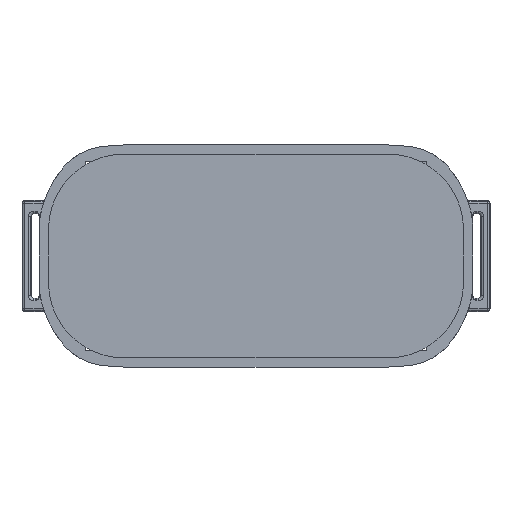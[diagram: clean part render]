
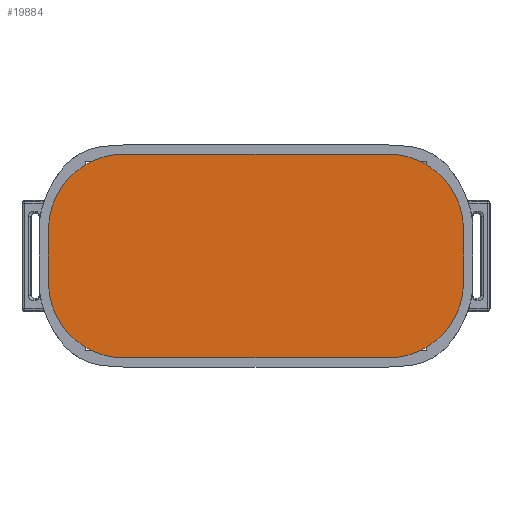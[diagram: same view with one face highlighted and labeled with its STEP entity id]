
A CAD part, front view. The second image highlights one B-rep face of the part: STEP entity #19884.
In plain terms, the highlighted planar face has unit normal (0, -1, 0).
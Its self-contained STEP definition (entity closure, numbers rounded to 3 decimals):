
#19157=CARTESIAN_POINT('Axis2P3D Location',(50.,-53.76,10.)) ;
#19161=CARTESIAN_POINT('Vertex',(50.,-53.76,38.5)) ;
#19163=CARTESIAN_POINT('Vertex',(62.214,-53.76,35.75)) ;
#19192=CARTESIAN_POINT('Axis2P3D Location',(50.,-53.76,10.)) ;
#19196=CARTESIAN_POINT('Vertex',(64.5,-53.76,34.536)) ;
#19218=CARTESIAN_POINT('Axis2P3D Location',(50.,-53.76,10.)) ;
#19222=CARTESIAN_POINT('Vertex',(70.153,-53.76,30.153)) ;
#19244=CARTESIAN_POINT('Axis2P3D Location',(50.,-53.76,10.)) ;
#19248=CARTESIAN_POINT('Vertex',(78.5,-53.76,10.)) ;
#19275=CARTESIAN_POINT('Line Origine',(78.5,-53.76,5.)) ;
#19279=CARTESIAN_POINT('Vertex',(78.5,-53.76,0.)) ;
#19301=CARTESIAN_POINT('Line Origine',(78.5,-53.76,-5.)) ;
#19305=CARTESIAN_POINT('Vertex',(78.5,-53.76,-10.)) ;
#19332=CARTESIAN_POINT('Axis2P3D Location',(50.,-53.76,-10.)) ;
#19336=CARTESIAN_POINT('Vertex',(70.153,-53.76,-30.153)) ;
#19358=CARTESIAN_POINT('Axis2P3D Location',(50.,-53.76,-10.)) ;
#19362=CARTESIAN_POINT('Vertex',(64.5,-53.76,-34.536)) ;
#19384=CARTESIAN_POINT('Axis2P3D Location',(50.,-53.76,-10.)) ;
#19388=CARTESIAN_POINT('Vertex',(62.214,-53.76,-35.75)) ;
#19410=CARTESIAN_POINT('Axis2P3D Location',(50.,-53.76,-10.)) ;
#19414=CARTESIAN_POINT('Vertex',(50.,-53.76,-38.5)) ;
#19441=CARTESIAN_POINT('Line Origine',(25.,-53.76,-38.5)) ;
#19445=CARTESIAN_POINT('Vertex',(0.,-53.76,-38.5)) ;
#19467=CARTESIAN_POINT('Line Origine',(-25.,-53.76,-38.5)) ;
#19471=CARTESIAN_POINT('Vertex',(-50.,-53.76,-38.5)) ;
#19498=CARTESIAN_POINT('Axis2P3D Location',(-50.,-53.76,-10.)) ;
#19502=CARTESIAN_POINT('Vertex',(-62.214,-53.76,-35.75)) ;
#19524=CARTESIAN_POINT('Axis2P3D Location',(-50.,-53.76,-10.)) ;
#19528=CARTESIAN_POINT('Vertex',(-64.5,-53.76,-34.536)) ;
#19550=CARTESIAN_POINT('Axis2P3D Location',(-50.,-53.76,-10.)) ;
#19554=CARTESIAN_POINT('Vertex',(-70.153,-53.76,-30.153)) ;
#19576=CARTESIAN_POINT('Axis2P3D Location',(-50.,-53.76,-10.)) ;
#19580=CARTESIAN_POINT('Vertex',(-78.5,-53.76,-10.)) ;
#19607=CARTESIAN_POINT('Line Origine',(-78.5,-53.76,-5.)) ;
#19611=CARTESIAN_POINT('Vertex',(-78.5,-53.76,0.)) ;
#19633=CARTESIAN_POINT('Line Origine',(-78.5,-53.76,5.)) ;
#19637=CARTESIAN_POINT('Vertex',(-78.5,-53.76,10.)) ;
#19664=CARTESIAN_POINT('Axis2P3D Location',(-50.,-53.76,10.)) ;
#19668=CARTESIAN_POINT('Vertex',(-70.153,-53.76,30.153)) ;
#19695=CARTESIAN_POINT('Axis2P3D Location',(-50.,-53.76,10.)) ;
#19699=CARTESIAN_POINT('Vertex',(-64.5,-53.76,34.536)) ;
#19721=CARTESIAN_POINT('Axis2P3D Location',(-50.,-53.76,10.)) ;
#19725=CARTESIAN_POINT('Vertex',(-62.214,-53.76,35.75)) ;
#19747=CARTESIAN_POINT('Axis2P3D Location',(-50.,-53.76,10.)) ;
#19751=CARTESIAN_POINT('Vertex',(-50.,-53.76,38.5)) ;
#19778=CARTESIAN_POINT('Line Origine',(-25.,-53.76,38.5)) ;
#19782=CARTESIAN_POINT('Vertex',(0.,-53.76,38.5)) ;
#19804=CARTESIAN_POINT('Line Origine',(25.,-53.76,38.5)) ;
#19853=CARTESIAN_POINT('Axis2P3D Location',(0.,-53.76,0.)) ;
#19158=DIRECTION('Axis2P3D Direction',(0.,1.,-0.)) ;
#19193=DIRECTION('Axis2P3D Direction',(0.,1.,-0.)) ;
#19219=DIRECTION('Axis2P3D Direction',(0.,1.,-0.)) ;
#19245=DIRECTION('Axis2P3D Direction',(0.,1.,-0.)) ;
#19276=DIRECTION('Vector Direction',(0.,0.,1.)) ;
#19302=DIRECTION('Vector Direction',(0.,0.,-1.)) ;
#19333=DIRECTION('Axis2P3D Direction',(0.,1.,-0.)) ;
#19359=DIRECTION('Axis2P3D Direction',(0.,1.,-0.)) ;
#19385=DIRECTION('Axis2P3D Direction',(0.,1.,-0.)) ;
#19411=DIRECTION('Axis2P3D Direction',(0.,1.,-0.)) ;
#19442=DIRECTION('Vector Direction',(1.,0.,0.)) ;
#19468=DIRECTION('Vector Direction',(-1.,0.,0.)) ;
#19499=DIRECTION('Axis2P3D Direction',(0.,1.,-0.)) ;
#19525=DIRECTION('Axis2P3D Direction',(0.,1.,-0.)) ;
#19551=DIRECTION('Axis2P3D Direction',(0.,1.,-0.)) ;
#19577=DIRECTION('Axis2P3D Direction',(0.,1.,-0.)) ;
#19608=DIRECTION('Vector Direction',(0.,0.,-1.)) ;
#19634=DIRECTION('Vector Direction',(0.,0.,1.)) ;
#19665=DIRECTION('Axis2P3D Direction',(0.,1.,-0.)) ;
#19696=DIRECTION('Axis2P3D Direction',(0.,1.,-0.)) ;
#19722=DIRECTION('Axis2P3D Direction',(0.,1.,-0.)) ;
#19748=DIRECTION('Axis2P3D Direction',(0.,1.,-0.)) ;
#19779=DIRECTION('Vector Direction',(-1.,0.,0.)) ;
#19805=DIRECTION('Vector Direction',(1.,0.,0.)) ;
#19854=DIRECTION('Axis2P3D Direction',(0.,1.,-0.)) ;
#19855=DIRECTION('Axis2P3D XDirection',(-1.,0.,0.)) ;
#19159=AXIS2_PLACEMENT_3D('Circle Axis2P3D',#19157,#19158,$) ;
#19194=AXIS2_PLACEMENT_3D('Circle Axis2P3D',#19192,#19193,$) ;
#19220=AXIS2_PLACEMENT_3D('Circle Axis2P3D',#19218,#19219,$) ;
#19246=AXIS2_PLACEMENT_3D('Circle Axis2P3D',#19244,#19245,$) ;
#19334=AXIS2_PLACEMENT_3D('Circle Axis2P3D',#19332,#19333,$) ;
#19360=AXIS2_PLACEMENT_3D('Circle Axis2P3D',#19358,#19359,$) ;
#19386=AXIS2_PLACEMENT_3D('Circle Axis2P3D',#19384,#19385,$) ;
#19412=AXIS2_PLACEMENT_3D('Circle Axis2P3D',#19410,#19411,$) ;
#19500=AXIS2_PLACEMENT_3D('Circle Axis2P3D',#19498,#19499,$) ;
#19526=AXIS2_PLACEMENT_3D('Circle Axis2P3D',#19524,#19525,$) ;
#19552=AXIS2_PLACEMENT_3D('Circle Axis2P3D',#19550,#19551,$) ;
#19578=AXIS2_PLACEMENT_3D('Circle Axis2P3D',#19576,#19577,$) ;
#19666=AXIS2_PLACEMENT_3D('Circle Axis2P3D',#19664,#19665,$) ;
#19697=AXIS2_PLACEMENT_3D('Circle Axis2P3D',#19695,#19696,$) ;
#19723=AXIS2_PLACEMENT_3D('Circle Axis2P3D',#19721,#19722,$) ;
#19749=AXIS2_PLACEMENT_3D('Circle Axis2P3D',#19747,#19748,$) ;
#19856=AXIS2_PLACEMENT_3D('Plane Axis2P3D',#19853,#19854,#19855) ;
#19859=ORIENTED_EDGE('',*,*,#19808,.F.) ;
#19860=ORIENTED_EDGE('',*,*,#19784,.F.) ;
#19861=ORIENTED_EDGE('',*,*,#19753,.F.) ;
#19862=ORIENTED_EDGE('',*,*,#19727,.F.) ;
#19863=ORIENTED_EDGE('',*,*,#19701,.F.) ;
#19864=ORIENTED_EDGE('',*,*,#19670,.F.) ;
#19865=ORIENTED_EDGE('',*,*,#19639,.F.) ;
#19866=ORIENTED_EDGE('',*,*,#19613,.F.) ;
#19867=ORIENTED_EDGE('',*,*,#19582,.F.) ;
#19868=ORIENTED_EDGE('',*,*,#19556,.F.) ;
#19869=ORIENTED_EDGE('',*,*,#19530,.F.) ;
#19870=ORIENTED_EDGE('',*,*,#19504,.F.) ;
#19871=ORIENTED_EDGE('',*,*,#19473,.F.) ;
#19872=ORIENTED_EDGE('',*,*,#19447,.F.) ;
#19873=ORIENTED_EDGE('',*,*,#19416,.F.) ;
#19874=ORIENTED_EDGE('',*,*,#19390,.F.) ;
#19875=ORIENTED_EDGE('',*,*,#19364,.F.) ;
#19876=ORIENTED_EDGE('',*,*,#19338,.F.) ;
#19877=ORIENTED_EDGE('',*,*,#19307,.F.) ;
#19878=ORIENTED_EDGE('',*,*,#19281,.F.) ;
#19879=ORIENTED_EDGE('',*,*,#19250,.F.) ;
#19880=ORIENTED_EDGE('',*,*,#19224,.F.) ;
#19881=ORIENTED_EDGE('',*,*,#19198,.F.) ;
#19882=ORIENTED_EDGE('',*,*,#19165,.F.) ;
#19277=VECTOR('Line Direction',#19276,1.) ;
#19303=VECTOR('Line Direction',#19302,1.) ;
#19443=VECTOR('Line Direction',#19442,1.) ;
#19469=VECTOR('Line Direction',#19468,1.) ;
#19609=VECTOR('Line Direction',#19608,1.) ;
#19635=VECTOR('Line Direction',#19634,1.) ;
#19780=VECTOR('Line Direction',#19779,1.) ;
#19806=VECTOR('Line Direction',#19805,1.) ;
#19884=ADVANCED_FACE('front_panel',(#19883),#19857,.F.) ;
#19160=CIRCLE('generated circle',#19159,28.5) ;
#19195=CIRCLE('generated circle',#19194,28.5) ;
#19221=CIRCLE('generated circle',#19220,28.5) ;
#19247=CIRCLE('generated circle',#19246,28.5) ;
#19335=CIRCLE('generated circle',#19334,28.5) ;
#19361=CIRCLE('generated circle',#19360,28.5) ;
#19387=CIRCLE('generated circle',#19386,28.5) ;
#19413=CIRCLE('generated circle',#19412,28.5) ;
#19501=CIRCLE('generated circle',#19500,28.5) ;
#19527=CIRCLE('generated circle',#19526,28.5) ;
#19553=CIRCLE('generated circle',#19552,28.5) ;
#19579=CIRCLE('generated circle',#19578,28.5) ;
#19667=CIRCLE('generated circle',#19666,28.5) ;
#19698=CIRCLE('generated circle',#19697,28.5) ;
#19724=CIRCLE('generated circle',#19723,28.5) ;
#19750=CIRCLE('generated circle',#19749,28.5) ;
#19165=EDGE_CURVE('',#19162,#19164,#19160,.T.) ;
#19198=EDGE_CURVE('',#19164,#19197,#19195,.T.) ;
#19224=EDGE_CURVE('',#19197,#19223,#19221,.T.) ;
#19250=EDGE_CURVE('',#19223,#19249,#19247,.T.) ;
#19281=EDGE_CURVE('',#19249,#19280,#19278,.F.) ;
#19307=EDGE_CURVE('',#19280,#19306,#19304,.T.) ;
#19338=EDGE_CURVE('',#19306,#19337,#19335,.T.) ;
#19364=EDGE_CURVE('',#19337,#19363,#19361,.T.) ;
#19390=EDGE_CURVE('',#19363,#19389,#19387,.T.) ;
#19416=EDGE_CURVE('',#19389,#19415,#19413,.T.) ;
#19447=EDGE_CURVE('',#19415,#19446,#19444,.F.) ;
#19473=EDGE_CURVE('',#19446,#19472,#19470,.T.) ;
#19504=EDGE_CURVE('',#19472,#19503,#19501,.T.) ;
#19530=EDGE_CURVE('',#19503,#19529,#19527,.T.) ;
#19556=EDGE_CURVE('',#19529,#19555,#19553,.T.) ;
#19582=EDGE_CURVE('',#19555,#19581,#19579,.T.) ;
#19613=EDGE_CURVE('',#19581,#19612,#19610,.F.) ;
#19639=EDGE_CURVE('',#19612,#19638,#19636,.T.) ;
#19670=EDGE_CURVE('',#19638,#19669,#19667,.T.) ;
#19701=EDGE_CURVE('',#19669,#19700,#19698,.T.) ;
#19727=EDGE_CURVE('',#19700,#19726,#19724,.T.) ;
#19753=EDGE_CURVE('',#19726,#19752,#19750,.T.) ;
#19784=EDGE_CURVE('',#19752,#19783,#19781,.F.) ;
#19808=EDGE_CURVE('',#19783,#19162,#19807,.T.) ;
#19858=EDGE_LOOP('',(#19859,#19860,#19861,#19862,#19863,#19864,#19865,#19866,#19867,#19868,#19869,#19870,#19871,#19872,#19873,#19874,#19875,#19876,#19877,#19878,#19879,#19880,#19881,#19882)) ;
#19883=FACE_OUTER_BOUND('',#19858,.T.) ;
#19278=LINE('Line',#19275,#19277) ;
#19304=LINE('Line',#19301,#19303) ;
#19444=LINE('Line',#19441,#19443) ;
#19470=LINE('Line',#19467,#19469) ;
#19610=LINE('Line',#19607,#19609) ;
#19636=LINE('Line',#19633,#19635) ;
#19781=LINE('Line',#19778,#19780) ;
#19807=LINE('Line',#19804,#19806) ;
#19857=PLANE('',#19856) ;
#19162=VERTEX_POINT('',#19161) ;
#19164=VERTEX_POINT('',#19163) ;
#19197=VERTEX_POINT('',#19196) ;
#19223=VERTEX_POINT('',#19222) ;
#19249=VERTEX_POINT('',#19248) ;
#19280=VERTEX_POINT('',#19279) ;
#19306=VERTEX_POINT('',#19305) ;
#19337=VERTEX_POINT('',#19336) ;
#19363=VERTEX_POINT('',#19362) ;
#19389=VERTEX_POINT('',#19388) ;
#19415=VERTEX_POINT('',#19414) ;
#19446=VERTEX_POINT('',#19445) ;
#19472=VERTEX_POINT('',#19471) ;
#19503=VERTEX_POINT('',#19502) ;
#19529=VERTEX_POINT('',#19528) ;
#19555=VERTEX_POINT('',#19554) ;
#19581=VERTEX_POINT('',#19580) ;
#19612=VERTEX_POINT('',#19611) ;
#19638=VERTEX_POINT('',#19637) ;
#19669=VERTEX_POINT('',#19668) ;
#19700=VERTEX_POINT('',#19699) ;
#19726=VERTEX_POINT('',#19725) ;
#19752=VERTEX_POINT('',#19751) ;
#19783=VERTEX_POINT('',#19782) ;
